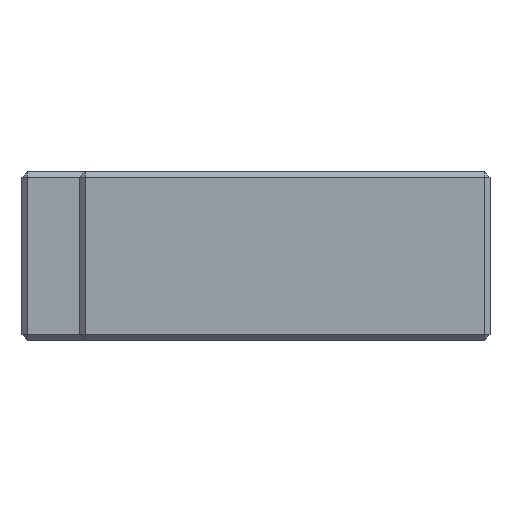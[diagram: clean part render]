
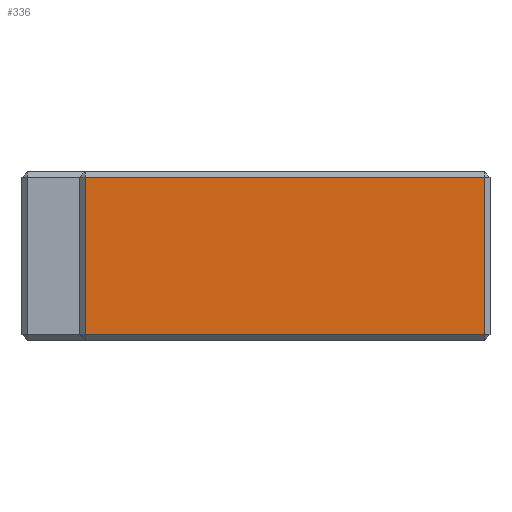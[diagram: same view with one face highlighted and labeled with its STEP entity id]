
A CAD part, left-side view. The second image highlights one B-rep face of the part: STEP entity #336.
In plain terms, the highlighted planar face has unit normal (-1, 0, 0).
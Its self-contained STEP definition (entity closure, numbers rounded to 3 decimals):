
#111 = EDGE_CURVE ( 'NONE', #4637, #4646, #619, .T. ) ;
#116 = EDGE_CURVE ( 'NONE', #4646, #4652, #629, .T. ) ;
#121 = EDGE_CURVE ( 'NONE', #4652, #4745, #635, .T. ) ;
#142 = EDGE_CURVE ( 'NONE', #4637, #4745, #666, .T. ) ;
#260 = AXIS2_PLACEMENT_3D ( 'NONE', #1436, #1445, #1446 ) ;
#336 = ADVANCED_FACE ( 'NONE', ( #787 ), #1435, .F. ) ;
#367 = ORIENTED_EDGE ( 'NONE', *, *, #121, .F. ) ;
#368 = ORIENTED_EDGE ( 'NONE', *, *, #116, .F. ) ;
#369 = ORIENTED_EDGE ( 'NONE', *, *, #111, .F. ) ;
#370 = ORIENTED_EDGE ( 'NONE', *, *, #142, .T. ) ;
#619 = LINE ( 'NONE', #1060, #620 ) ;
#620 = VECTOR ( 'NONE', #1061, 1000. ) ;
#629 = LINE ( 'NONE', #1071, #630 ) ;
#630 = VECTOR ( 'NONE', #1072, 1000. ) ;
#635 = LINE ( 'NONE', #1073, #637 ) ;
#637 = VECTOR ( 'NONE', #1084, 1000. ) ;
#666 = LINE ( 'NONE', #1218, #667 ) ;
#667 = VECTOR ( 'NONE', #1219, 1000. ) ;
#787 = FACE_OUTER_BOUND ( 'NONE', #1658, .T. ) ;
#1060 = CARTESIAN_POINT ( 'NONE',  ( -64., 77., 16. ) ) ;
#1061 = DIRECTION ( 'NONE',  ( 0., 0., 1. ) ) ;
#1071 = CARTESIAN_POINT ( 'NONE',  ( -64., 78., 15. ) ) ;
#1072 = DIRECTION ( 'NONE',  ( 0., -1., 0. ) ) ;
#1073 = CARTESIAN_POINT ( 'NONE',  ( -64., 1., 16. ) ) ;
#1084 = DIRECTION ( 'NONE',  ( 0., 0., -1. ) ) ;
#1218 = CARTESIAN_POINT ( 'NONE',  ( -64., 78., -15. ) ) ;
#1219 = DIRECTION ( 'NONE',  ( 0., -1., 0. ) ) ;
#1435 = PLANE ( 'NONE',  #260 ) ;
#1436 = CARTESIAN_POINT ( 'NONE',  ( -64., 78., 16. ) ) ;
#1445 = DIRECTION ( 'NONE',  ( 1., 0., 0. ) ) ;
#1446 = DIRECTION ( 'NONE',  ( 0., 1., 0. ) ) ;
#1658 = EDGE_LOOP ( 'NONE', ( #367, #368, #369, #370 ) ) ;
#2504 = CARTESIAN_POINT ( 'NONE',  ( -64., 77., -15. ) ) ;
#2513 = CARTESIAN_POINT ( 'NONE',  ( -64., 77., 15. ) ) ;
#2519 = CARTESIAN_POINT ( 'NONE',  ( -64., 1., 15. ) ) ;
#2612 = CARTESIAN_POINT ( 'NONE',  ( -64., 1., -15. ) ) ;
#4637 = VERTEX_POINT ( 'NONE', #2504 ) ;
#4646 = VERTEX_POINT ( 'NONE', #2513 ) ;
#4652 = VERTEX_POINT ( 'NONE', #2519 ) ;
#4745 = VERTEX_POINT ( 'NONE', #2612 ) ;
